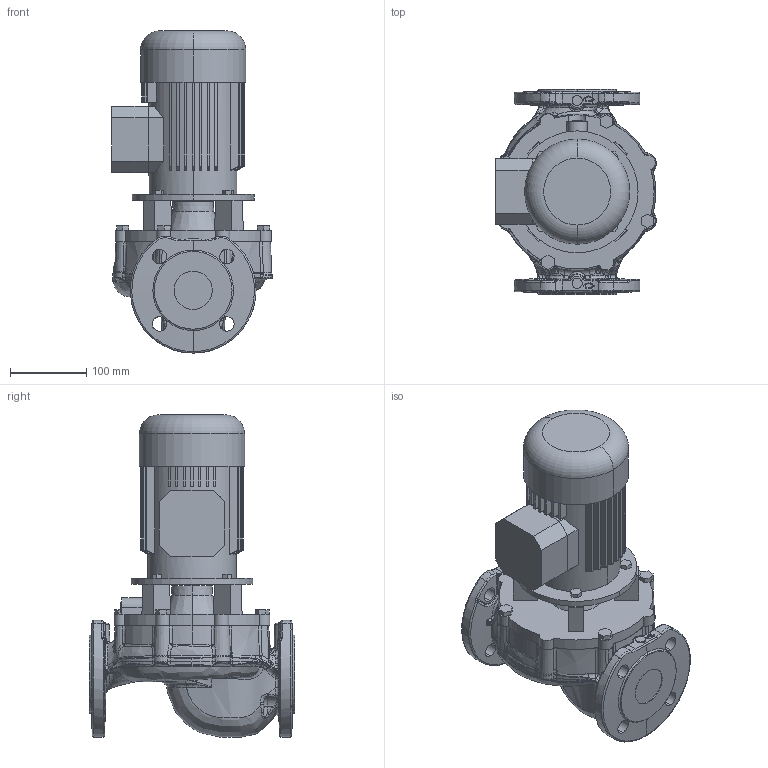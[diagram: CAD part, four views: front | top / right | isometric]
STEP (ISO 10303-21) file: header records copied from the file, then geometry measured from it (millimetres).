
FILE_DESCRIPTION (( 'STEP AP214' ), '1' );
FILE_NAME ('VariA 50-4.5.STEP', '2014-07-08T09:28:29', ( '' ), ( '' ), 'SwSTEP 2.0', 'SolidWorks 2011', '' );
FILE_SCHEMA (( 'AUTOMOTIVE_DESIGN' ));
Length unit declared in the file: millimetre
Products named in the file (1): VariA 50-4.5
Bounding box: 210.97 x 270 x 423 mm (x, y, z)
Volume: 7559879.5 mm3; surface area: 546084.7 mm2
Topology: 4 solids, 4 shells, 1163 faces, 2918 edges, 1750 vertices
Faces by surface type: bspline 556, plane 211, cylinder 196, cone 113, torus 60, sphere 27
Entity records: 85606 total; most frequent: CARTESIAN_POINT 49086, ORIENTED_EDGE 5748, DIRECTION 3856, EDGE_CURVE 2874, VERTEX_POINT 1748, AXIS2_PLACEMENT_3D 1552, EDGE_LOOP 1208, UNCERTAINTY_MEASURE_WITH_UNIT 1169
